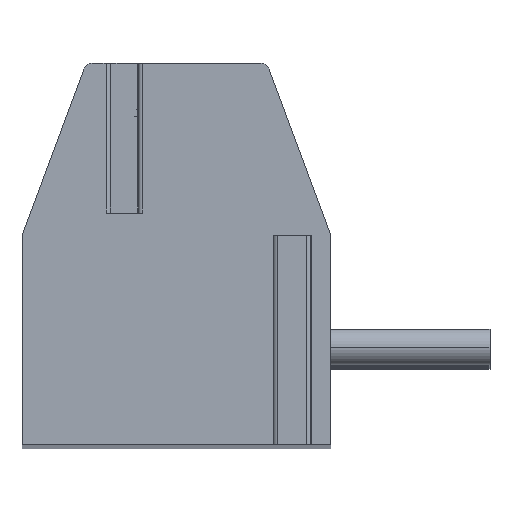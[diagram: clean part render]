
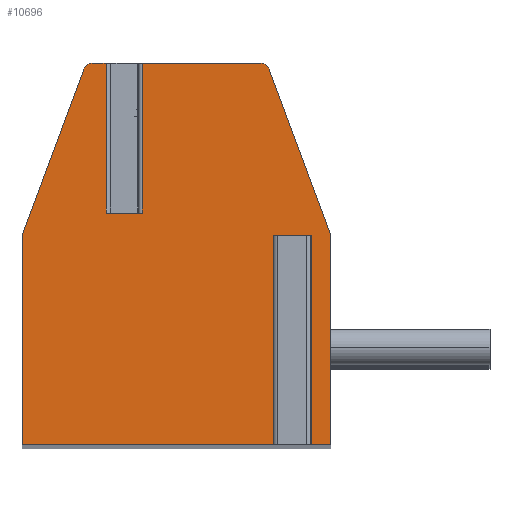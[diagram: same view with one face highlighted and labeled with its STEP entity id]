
A CAD part, top view. The second image highlights one B-rep face of the part: STEP entity #10696.
In plain terms, the highlighted planar face has unit normal (0, 0, 1).
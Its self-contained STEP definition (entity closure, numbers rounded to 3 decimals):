
#13=DIRECTION('',(1.,0.,0.));
#14=VECTOR('',#13,0.796);
#15=CARTESIAN_POINT('',(-1.548,0.9,50.75));
#16=LINE('',#15,#14);
#17=DIRECTION('',(0.,1.,0.));
#18=VECTOR('',#17,3.3);
#19=CARTESIAN_POINT('',(-0.752,0.9,50.75));
#20=LINE('',#19,#18);
#21=DIRECTION('',(-1.,0.,0.));
#22=VECTOR('',#21,2.603);
#23=CARTESIAN_POINT('',(1.851,4.2,50.75));
#24=LINE('',#23,#22);
#25=CARTESIAN_POINT('',(1.851,4.,50.75));
#26=DIRECTION('',(0.,0.,1.));
#27=DIRECTION('',(0.938,0.348,0.));
#28=AXIS2_PLACEMENT_3D('',#25,#26,#27);
#30=DIRECTION('',(-0.348,0.938,0.));
#31=VECTOR('',#30,3.914);
#32=CARTESIAN_POINT('',(3.4,0.4,50.75));
#33=LINE('',#32,#31);
#34=DIRECTION('',(0.,1.,0.));
#35=VECTOR('',#34,4.6);
#36=CARTESIAN_POINT('',(3.4,-4.2,50.75));
#37=LINE('',#36,#35);
#38=DIRECTION('',(1.,0.,0.));
#39=VECTOR('',#38,0.634);
#40=CARTESIAN_POINT('',(2.766,-4.2,50.75));
#41=LINE('',#40,#39);
#42=DIRECTION('',(0.,1.,0.));
#43=VECTOR('',#42,4.6);
#44=CARTESIAN_POINT('',(2.766,-4.2,50.75));
#45=LINE('',#44,#43);
#46=DIRECTION('',(-1.,0.,0.));
#47=VECTOR('',#46,0.43);
#48=CARTESIAN_POINT('',(2.766,0.4,50.75));
#49=LINE('',#48,#47);
#50=DIRECTION('',(0.,1.,0.));
#51=VECTOR('',#50,4.6);
#52=CARTESIAN_POINT('',(2.336,-4.2,50.75));
#53=LINE('',#52,#51);
#54=DIRECTION('',(1.,0.,0.));
#55=VECTOR('',#54,5.736);
#56=CARTESIAN_POINT('',(-3.4,-4.2,50.75));
#57=LINE('',#56,#55);
#58=DIRECTION('',(0.,-1.,0.));
#59=VECTOR('',#58,4.6);
#60=CARTESIAN_POINT('',(-3.4,0.4,50.75));
#61=LINE('',#60,#59);
#62=DIRECTION('',(-0.348,-0.938,0.));
#63=VECTOR('',#62,3.914);
#64=CARTESIAN_POINT('',(-2.038,4.07,50.75));
#65=LINE('',#64,#63);
#66=CARTESIAN_POINT('',(-1.851,4.,50.75));
#67=DIRECTION('',(0.,0.,1.));
#68=DIRECTION('',(0.,1.,0.));
#69=AXIS2_PLACEMENT_3D('',#66,#67,#68);
#71=DIRECTION('',(-1.,0.,0.));
#72=VECTOR('',#71,0.303);
#73=CARTESIAN_POINT('',(-1.548,4.2,50.75));
#74=LINE('',#73,#72);
#75=DIRECTION('',(0.,1.,0.));
#76=VECTOR('',#75,3.3);
#77=CARTESIAN_POINT('',(-1.548,0.9,50.75));
#78=LINE('',#77,#76);
#8363=CARTESIAN_POINT('',(-1.851,4.2,50.75));
#8364=CARTESIAN_POINT('',(-2.038,4.07,50.75));
#8365=VERTEX_POINT('',#8363);
#8366=VERTEX_POINT('',#8364);
#8367=CARTESIAN_POINT('',(-3.4,0.4,50.75));
#8368=VERTEX_POINT('',#8367);
#8369=CARTESIAN_POINT('',(-3.4,-4.2,50.75));
#8370=VERTEX_POINT('',#8369);
#8371=CARTESIAN_POINT('',(3.4,-4.2,50.75));
#8372=CARTESIAN_POINT('',(3.4,0.4,50.75));
#8373=VERTEX_POINT('',#8371);
#8374=VERTEX_POINT('',#8372);
#8375=CARTESIAN_POINT('',(2.038,4.07,50.75));
#8376=VERTEX_POINT('',#8375);
#8377=CARTESIAN_POINT('',(1.851,4.2,50.75));
#8378=VERTEX_POINT('',#8377);
#8419=CARTESIAN_POINT('',(2.766,0.4,50.75));
#8420=CARTESIAN_POINT('',(2.336,0.4,50.75));
#8421=VERTEX_POINT('',#8419);
#8422=VERTEX_POINT('',#8420);
#8423=CARTESIAN_POINT('',(2.336,-4.2,50.75));
#8424=VERTEX_POINT('',#8423);
#8425=CARTESIAN_POINT('',(2.766,-4.2,50.75));
#8426=VERTEX_POINT('',#8425);
#8487=CARTESIAN_POINT('',(-1.548,0.9,50.75));
#8488=CARTESIAN_POINT('',(-0.752,0.9,50.75));
#8489=VERTEX_POINT('',#8487);
#8490=VERTEX_POINT('',#8488);
#8491=CARTESIAN_POINT('',(-1.548,4.2,50.75));
#8492=VERTEX_POINT('',#8491);
#8493=CARTESIAN_POINT('',(-0.752,4.2,50.75));
#8494=VERTEX_POINT('',#8493);
#10657=CARTESIAN_POINT('',(0.,0.,50.75));
#10658=DIRECTION('',(0.,0.,1.));
#10659=DIRECTION('',(1.,0.,0.));
#10660=AXIS2_PLACEMENT_3D('',#10657,#10658,#10659);
#10661=PLANE('',#10660);
#10663=ORIENTED_EDGE('',*,*,#10662,.T.);
#10665=ORIENTED_EDGE('',*,*,#10664,.T.);
#10667=ORIENTED_EDGE('',*,*,#10666,.F.);
#10669=ORIENTED_EDGE('',*,*,#10668,.F.);
#10671=ORIENTED_EDGE('',*,*,#10670,.F.);
#10673=ORIENTED_EDGE('',*,*,#10672,.F.);
#10675=ORIENTED_EDGE('',*,*,#10674,.F.);
#10677=ORIENTED_EDGE('',*,*,#10676,.T.);
#10679=ORIENTED_EDGE('',*,*,#10678,.T.);
#10681=ORIENTED_EDGE('',*,*,#10680,.F.);
#10683=ORIENTED_EDGE('',*,*,#10682,.F.);
#10685=ORIENTED_EDGE('',*,*,#10684,.F.);
#10687=ORIENTED_EDGE('',*,*,#10686,.F.);
#10689=ORIENTED_EDGE('',*,*,#10688,.F.);
#10691=ORIENTED_EDGE('',*,*,#10690,.F.);
#10693=ORIENTED_EDGE('',*,*,#10692,.F.);
#10694=EDGE_LOOP('',(#10663,#10665,#10667,#10669,#10671,#10673,#10675,#10677,
#10679,#10681,#10683,#10685,#10687,#10689,#10691,#10693));
#10695=FACE_OUTER_BOUND('',#10694,.F.);
#29=CIRCLE('',#28,0.2);
#70=CIRCLE('',#69,0.2);
#10662=EDGE_CURVE('',#8489,#8490,#16,.T.);
#10664=EDGE_CURVE('',#8490,#8494,#20,.T.);
#10666=EDGE_CURVE('',#8378,#8494,#24,.T.);
#10668=EDGE_CURVE('',#8376,#8378,#29,.T.);
#10670=EDGE_CURVE('',#8374,#8376,#33,.T.);
#10672=EDGE_CURVE('',#8373,#8374,#37,.T.);
#10674=EDGE_CURVE('',#8426,#8373,#41,.T.);
#10676=EDGE_CURVE('',#8426,#8421,#45,.T.);
#10678=EDGE_CURVE('',#8421,#8422,#49,.T.);
#10680=EDGE_CURVE('',#8424,#8422,#53,.T.);
#10682=EDGE_CURVE('',#8370,#8424,#57,.T.);
#10684=EDGE_CURVE('',#8368,#8370,#61,.T.);
#10686=EDGE_CURVE('',#8366,#8368,#65,.T.);
#10688=EDGE_CURVE('',#8365,#8366,#70,.T.);
#10690=EDGE_CURVE('',#8492,#8365,#74,.T.);
#10692=EDGE_CURVE('',#8489,#8492,#78,.T.);
#10696=ADVANCED_FACE('',(#10695),#10661,.T.);
